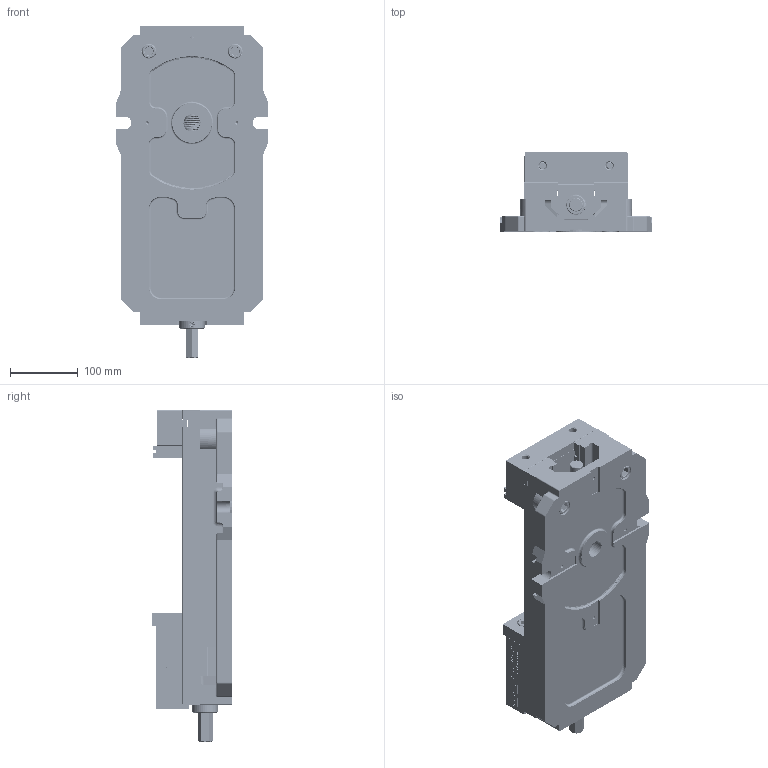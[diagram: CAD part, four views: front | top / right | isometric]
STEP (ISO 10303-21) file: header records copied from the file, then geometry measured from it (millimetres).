
FILE_DESCRIPTION(/* description */ (''),/* implementation_level */ '2;1');
FILE_NAME(/* name */ 'PWS-6900.stp',/* time_stamp */ '2023-02-03T08:51:16-05:00',/* author */ ('slane'),/* organization */ (''),/* preprocessor_version */ 'ST-DEVELOPER v18.1',/* originating_system */ 'Autodesk Inventor 2021',/* authorisation */ '');
FILE_SCHEMA (('AUTOMOTIVE_DESIGN { 1 0 10303 214 3 1 1 }'));
Products named in the file (28): PWS-6900; PWS-6900-003; PWS-6900-008; PWS-6900-011; PWS-6900-JAWSET-1; PWS-6900-JAWSET-2; PWS-6900-015; PWS-6900-007; PWS-6900-TAG; PWS-6900-004; 51105 Housing washer ; 51105 Shaft washer ; 51105 Ball ; PWS-6900-009; PWS-6900-010; PWS-6900-013; PWS-6900-014; PWS-6900-016; PWS-6900-005; PWS-6900-006; PWS-6900-006-1; PWS-6900-006-2; PWS-6900-002; PWS-6900-002-1; PWS-6900-002-2; PWS-6900-002-3; PWS-6900-002-4; PWS-6900-LABEL
Assembly tree (47 placements, depth 3):
  PWS-6900
    PWS-6900-003
    PWS-6900-008
    PWS-6900-011
    PWS-6900-JAWSET-1
    PWS-6900-JAWSET-2
    PWS-6900-015
    PWS-6900-007
    PWS-6900-TAG
    PWS-6900-004
      51105 Housing washer 
      51105 Shaft washer 
      51105 Ball   x14
    PWS-6900-016  x2
    PWS-6900-009
    PWS-6900-010
    PWS-6900-013  x4
    PWS-6900-014  x2
    PWS-6900-005
    PWS-6900-LABEL  x2
    PWS-6900-006
      PWS-6900-006-1
      PWS-6900-006-2  x2
    PWS-6900-002
      PWS-6900-002-1
      PWS-6900-002-2
      PWS-6900-002-3
      PWS-6900-002-4
Bounding box: 224.79 x 117.47 x 489.73 mm (x, y, z)
Volume: 4865508.7 mm3; surface area: 766091.9 mm2
Topology: 46 solids, 46 shells, 4787 faces, 13009 edges, 8463 vertices
Faces by surface type: plane 2147, bspline 989, cylinder 976, cone 577, torus 65, sphere 33
Full cylindrical faces by diameter (mm): 2.705 x2, 4 x1, 4.978 x4, 5.359 x1, 6.401 x3, 7.929 x4, 10.592 x5, 11.835 x2, 13.97 x4, 15.5 x2, 20 x2, 21.08 x4, 23.019 x2, 23.174 x10, 23.376 x1, 23.444 x3, 24.4 x1, 24.638 x1, 24.68 x78, 24.841 x2, 24.95 x9, 25 x1, 25.4 x2, 25.408 x3, 26 x1, 28.575 x78, 31.191 x4, 31.75 x2, 35.92 x1, 38.35 x1
Entity records: 150202 total; most frequent: CARTESIAN_POINT 63883, ORIENTED_EDGE 20082, DIRECTION 13867, EDGE_CURVE 10041, VERTEX_POINT 6535, LINE 5453, VECTOR 5453, AXIS2_PLACEMENT_3D 4207
